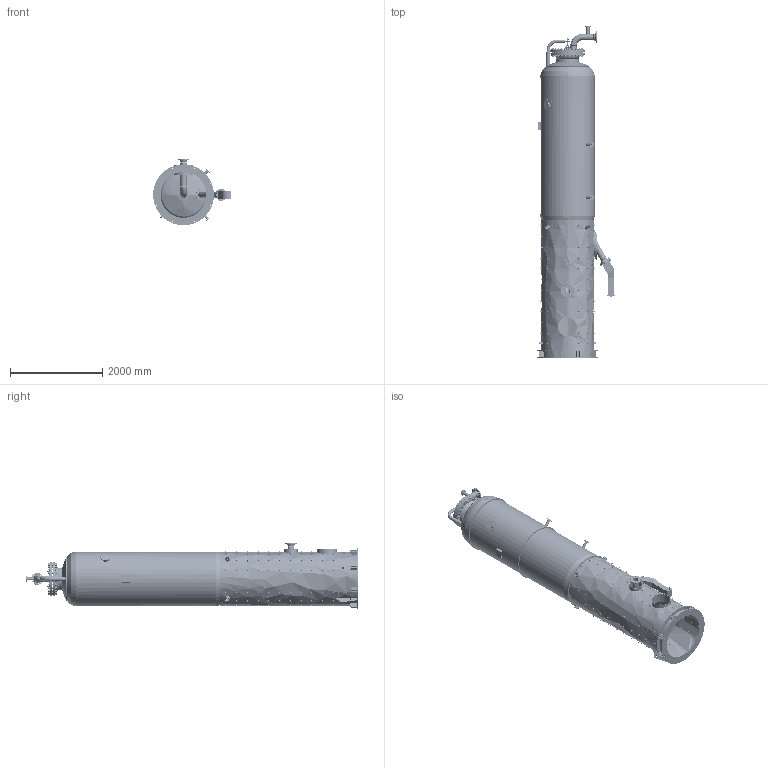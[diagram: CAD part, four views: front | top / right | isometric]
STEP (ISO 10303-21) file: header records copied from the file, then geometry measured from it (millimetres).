
FILE_DESCRIPTION(('FreeCAD Model'),'2;1');
FILE_NAME('Open CASCADE Shape Model','2025-05-01T09:47:35',('FreeCAD'),( 'FreeCAD'),'Open CASCADE STEP processor 7.6','FreeCAD','Unknown');
FILE_SCHEMA(('AUTOMOTIVE_DESIGN { 1 0 10303 214 1 1 1 1 }'));
Products named in the file (1): Open CASCADE STEP translator 7.6 1
Bounding box: 1679.81 x 7181.33 x 1439.97 mm (x, y, z)
Volume: 454437534.2 mm3; surface area: 67043951 mm2
Topology: 1012 solids, 1012 shells, 7838 faces, 17042 edges, 11240 vertices
Faces by surface type: bspline 7838
Entity records: 242215 total; most frequent: CARTESIAN_POINT 136253, ORIENTED_EDGE 34076, EDGE_CURVE 17038, VERTEX_POINT 11240, B_SPLINE_CURVE_WITH_KNOTS 10981, FACE_BOUND 9170, EDGE_LOOP 9170, ADVANCED_FACE 7838
